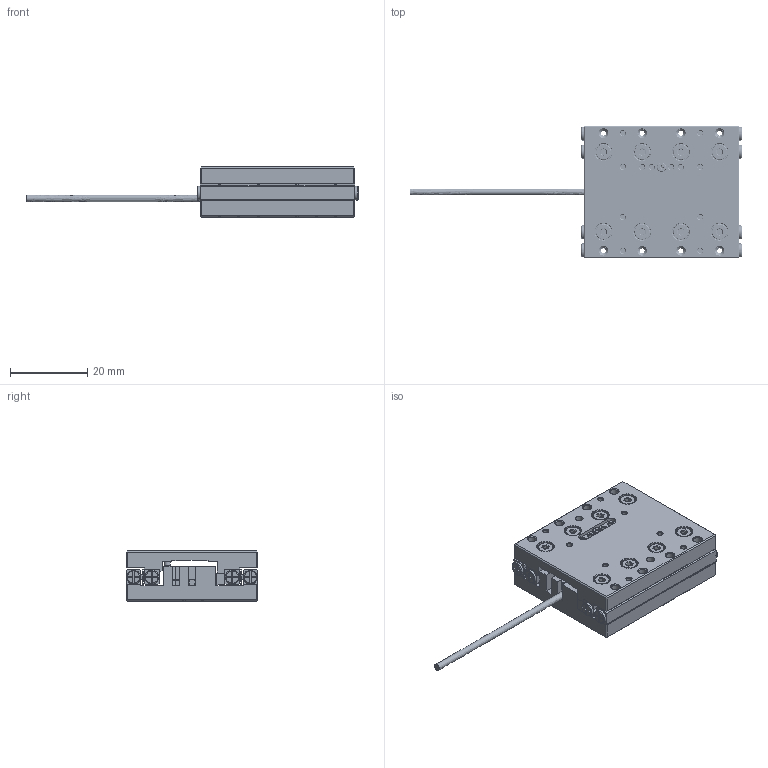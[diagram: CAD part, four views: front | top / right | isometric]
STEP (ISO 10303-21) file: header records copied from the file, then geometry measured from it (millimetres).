
FILE_DESCRIPTION(/* description */ (''),/* implementation_level */ '2;1');
FILE_NAME(/* name */ 'assy_1101_040_000_J6.stp',/* time_stamp */ '2024-03-18T16:44:51+01:00',/* author */ (''),/* organization */ (''),/* preprocessor_version */ 'ST-DEVELOPER v16',/* originating_system */ 'SIEMENS PLM Software NX 10.0',/* authorisation */ '');
FILE_SCHEMA (('AUTOMOTIVE_DESIGN { 1 0 10303 214 3 1 1 1 }'));
Length unit declared in the file: millimetre
Products named in the file (11): SV1040__10Z_Body; SV1040__10Z_Roller; PACK-SMIB1.6-3_stp; Bout_M2_L6; cable; plaatje_trekontlasting_A; ceramic_ruler_W3_T2_L40; top_plate_1101_040_002_H4; bottom_plate_1101_040_001_J4; SV1040_10Z; assy_1101_040_000_J6
Assembly tree (19 placements, depth 3):
  assy_1101_040_000_J6
    bottom_plate_1101_040_001_J4
    top_plate_1101_040_002_H4
    SV1040_10Z  x2
      SV1040__10Z_Roller
      SV1040__10Z_Body
    ceramic_ruler_W3_T2_L40
    plaatje_trekontlasting_A
    cable
    Bout_M2_L6  x8
    PACK-SMIB1.6-3_stp
Bounding box: 85.8 x 34 x 13 mm (x, y, z)
Volume: 15201.5 mm3; surface area: 13873.9 mm2
Topology: 20 solids, 20 shells, 989 faces, 2594 edges, 1652 vertices
Faces by surface type: plane 572, cylinder 202, cone 178, bspline 26, torus 11
Full cylindrical faces by diameter (mm): 1.25 x21, 1.567 x16, 1.6 x7, 1.675 x4, 1.7 x2, 2 x4, 2.05 x9, 2.4 x9, 3 x16, 3.4 x4, 3.6 x8, 4 x8, 4.4 x8
Entity records: 21581 total; most frequent: CARTESIAN_POINT 7460, DIRECTION 2754, ORIENTED_EDGE 2622, EDGE_CURVE 1311, AXIS2_PLACEMENT_3D 968, VERTEX_POINT 941, EDGE_LOOP 862, LINE 818
